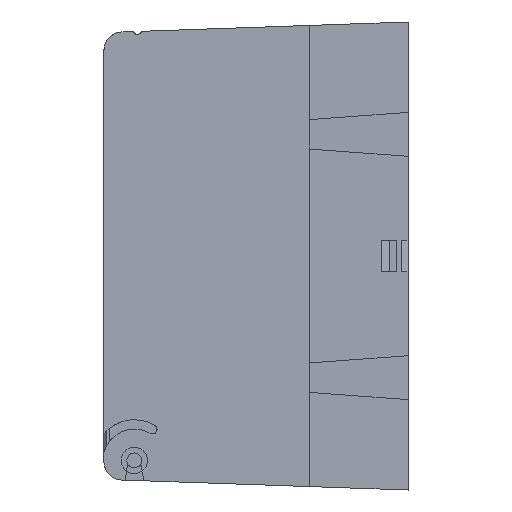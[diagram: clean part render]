
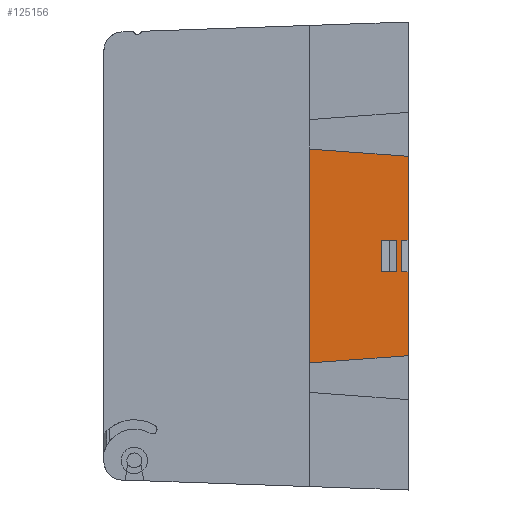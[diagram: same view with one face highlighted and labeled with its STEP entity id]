
A CAD part, left-side view. The second image highlights one B-rep face of the part: STEP entity #125156.
In plain terms, the highlighted planar face has unit normal (-1, 0, 0).
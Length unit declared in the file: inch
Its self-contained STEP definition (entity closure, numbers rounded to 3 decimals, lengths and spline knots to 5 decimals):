
#374 = CARTESIAN_POINT ( 'NONE',  ( -4.2875, 0.07, -2.21333 ) ) ;
#1596 = EDGE_CURVE ( 'NONE', #67695, #104358, #93092, .T. ) ;
#3030 = ORIENTED_EDGE ( 'NONE', *, *, #11478, .T. ) ;
#8108 = LINE ( 'NONE', #374, #100793 ) ;
#10270 = VERTEX_POINT ( 'NONE', #86597 ) ;
#11478 = EDGE_CURVE ( 'NONE', #104358, #13545, #8108, .T. ) ;
#12962 = CARTESIAN_POINT ( 'NONE',  ( -4.2875, 0., 1.065 ) ) ;
#13545 = VERTEX_POINT ( 'NONE', #120836 ) ;
#14534 = DIRECTION ( 'NONE',  ( 0., -0.997, 0.074 ) ) ;
#18130 = CARTESIAN_POINT ( 'NONE',  ( -4.2875, 0., -2.21333 ) ) ;
#22779 = EDGE_LOOP ( 'NONE', ( #29453, #96839, #87700, #67425 ) ) ;
#29453 = ORIENTED_EDGE ( 'NONE', *, *, #91694, .T. ) ;
#29876 = ORIENTED_EDGE ( 'NONE', *, *, #1596, .T. ) ;
#30650 = DIRECTION ( 'NONE',  ( -1., 0., 0. ) ) ;
#30748 = ORIENTED_EDGE ( 'NONE', *, *, #90007, .T. ) ;
#31952 = LINE ( 'NONE', #34171, #33006 ) ;
#33006 = VECTOR ( 'NONE', #44241, 39.37008 ) ;
#34171 = CARTESIAN_POINT ( 'NONE',  ( -4.2875, 1.05, -4.87979 ) ) ;
#34290 = LINE ( 'NONE', #93752, #126181 ) ;
#34673 = LINE ( 'NONE', #18130, #34793 ) ;
#34793 = VECTOR ( 'NONE', #107962, 39.37008 ) ;
#34904 = CARTESIAN_POINT ( 'NONE',  ( -4.2875, 1.05, -0.17 ) ) ;
#38754 = CARTESIAN_POINT ( 'NONE',  ( -4.2875, 0.12, 0.17 ) ) ;
#39667 = VECTOR ( 'NONE', #115384, 39.37008 ) ;
#40115 = ORIENTED_EDGE ( 'NONE', *, *, #121553, .T. ) ;
#40118 = LINE ( 'NONE', #34904, #41732 ) ;
#40538 = VERTEX_POINT ( 'NONE', #91723 ) ;
#40957 = VERTEX_POINT ( 'NONE', #76259 ) ;
#41732 = VECTOR ( 'NONE', #104929, 39.37008 ) ;
#44241 = DIRECTION ( 'NONE',  ( 0., 0., -1. ) ) ;
#49596 = ORIENTED_EDGE ( 'NONE', *, *, #76771, .T. ) ;
#50903 = DIRECTION ( 'NONE',  ( 0., 0., 1. ) ) ;
#51253 = CARTESIAN_POINT ( 'NONE',  ( -4.2875, 1.05, 0.17 ) ) ;
#52924 = VERTEX_POINT ( 'NONE', #119815 ) ;
#57532 = VECTOR ( 'NONE', #14534, 39.37008 ) ;
#57786 = DIRECTION ( 'NONE',  ( 0., 0., 1. ) ) ;
#59814 = VERTEX_POINT ( 'NONE', #106892 ) ;
#63044 = DIRECTION ( 'NONE',  ( 0., 0.997, 0.074 ) ) ;
#64554 = ORIENTED_EDGE ( 'NONE', *, *, #95070, .T. ) ;
#65746 = VECTOR ( 'NONE', #86958, 39.37008 ) ;
#66162 = LINE ( 'NONE', #96588, #65746 ) ;
#66308 = EDGE_LOOP ( 'NONE', ( #30748, #84948, #29876, #3030, #108168, #64554, #49596, #40115 ) ) ;
#66782 = EDGE_CURVE ( 'NONE', #13545, #40538, #34290, .T. ) ;
#67425 = ORIENTED_EDGE ( 'NONE', *, *, #75779, .T. ) ;
#67695 = VERTEX_POINT ( 'NONE', #99900 ) ;
#73721 = CARTESIAN_POINT ( 'NONE',  ( -4.2875, 0.12, -0.17 ) ) ;
#74629 = CARTESIAN_POINT ( 'NONE',  ( -4.2875, 1.05, -1.14282 ) ) ;
#75779 = EDGE_CURVE ( 'NONE', #52924, #121008, #66162, .T. ) ;
#76259 = CARTESIAN_POINT ( 'NONE',  ( -4.2875, 0., -1.065 ) ) ;
#76771 = EDGE_CURVE ( 'NONE', #10270, #85524, #89479, .T. ) ;
#77716 = CARTESIAN_POINT ( 'NONE',  ( -4.2875, 1.05, 1.14282 ) ) ;
#77893 = CARTESIAN_POINT ( 'NONE',  ( -4.2875, 0., -2.21333 ) ) ;
#81670 = EDGE_CURVE ( 'NONE', #106272, #52924, #40118, .T. ) ;
#83706 = DIRECTION ( 'NONE',  ( 0., -1., 0. ) ) ;
#84948 = ORIENTED_EDGE ( 'NONE', *, *, #112185, .T. ) ;
#85524 = VERTEX_POINT ( 'NONE', #77716 ) ;
#85660 = VERTEX_POINT ( 'NONE', #38754 ) ;
#86597 = CARTESIAN_POINT ( 'NONE',  ( -4.2875, 0., 1.065 ) ) ;
#86958 = DIRECTION ( 'NONE',  ( 0., 0., 1. ) ) ;
#87700 = ORIENTED_EDGE ( 'NONE', *, *, #81670, .T. ) ;
#88048 = PLANE ( 'NONE',  #119326 ) ;
#89479 = LINE ( 'NONE', #12962, #90669 ) ;
#90007 = EDGE_CURVE ( 'NONE', #59814, #40957, #114197, .T. ) ;
#90595 = CARTESIAN_POINT ( 'NONE',  ( -4.2875, 1.05, -2.21333 ) ) ;
#90669 = VECTOR ( 'NONE', #63044, 39.37008 ) ;
#91694 = EDGE_CURVE ( 'NONE', #121008, #85660, #127179, .T. ) ;
#91723 = CARTESIAN_POINT ( 'NONE',  ( -4.2875, 0., 0.17 ) ) ;
#92471 = VECTOR ( 'NONE', #123081, 39.37008 ) ;
#93092 = LINE ( 'NONE', #115099, #39667 ) ;
#93752 = CARTESIAN_POINT ( 'NONE',  ( -4.2875, 1.05, 0.17 ) ) ;
#93754 = EDGE_CURVE ( 'NONE', #85660, #106272, #130029, .T. ) ;
#95070 = EDGE_CURVE ( 'NONE', #40538, #10270, #102320, .T. ) ;
#96588 = CARTESIAN_POINT ( 'NONE',  ( -4.2875, 0.2816, -2.21333 ) ) ;
#96839 = ORIENTED_EDGE ( 'NONE', *, *, #93754, .T. ) ;
#98926 = VECTOR ( 'NONE', #111219, 39.37008 ) ;
#99900 = CARTESIAN_POINT ( 'NONE',  ( -4.2875, 0., -0.17 ) ) ;
#100712 = DIRECTION ( 'NONE',  ( 0., 0., 1. ) ) ;
#100793 = VECTOR ( 'NONE', #50903, 39.37008 ) ;
#102320 = LINE ( 'NONE', #77893, #104882 ) ;
#104358 = VERTEX_POINT ( 'NONE', #123611 ) ;
#104882 = VECTOR ( 'NONE', #57786, 39.37008 ) ;
#104929 = DIRECTION ( 'NONE',  ( 0., 1., 0. ) ) ;
#106272 = VERTEX_POINT ( 'NONE', #73721 ) ;
#106892 = CARTESIAN_POINT ( 'NONE',  ( -4.2875, 1.05, -1.14282 ) ) ;
#107962 = DIRECTION ( 'NONE',  ( 0., 0., 1. ) ) ;
#108168 = ORIENTED_EDGE ( 'NONE', *, *, #66782, .T. ) ;
#111219 = DIRECTION ( 'NONE',  ( 0., -1., 0. ) ) ;
#112185 = EDGE_CURVE ( 'NONE', #40957, #67695, #34673, .T. ) ;
#112485 = CARTESIAN_POINT ( 'NONE',  ( -4.2875, 0.2816, 0.17 ) ) ;
#113103 = CARTESIAN_POINT ( 'NONE',  ( -4.2875, 0.12, -2.21333 ) ) ;
#114197 = LINE ( 'NONE', #74629, #57532 ) ;
#115099 = CARTESIAN_POINT ( 'NONE',  ( -4.2875, 1.05, -0.17 ) ) ;
#115384 = DIRECTION ( 'NONE',  ( 0., 1., 0. ) ) ;
#119326 = AXIS2_PLACEMENT_3D ( 'NONE', #90595, #30650, #100712 ) ;
#119815 = CARTESIAN_POINT ( 'NONE',  ( -4.2875, 0.2816, -0.17 ) ) ;
#120836 = CARTESIAN_POINT ( 'NONE',  ( -4.2875, 0.07, 0.17 ) ) ;
#121008 = VERTEX_POINT ( 'NONE', #112485 ) ;
#121143 = FACE_OUTER_BOUND ( 'NONE', #66308, .T. ) ;
#121553 = EDGE_CURVE ( 'NONE', #85524, #59814, #31952, .T. ) ;
#122634 = FACE_BOUND ( 'NONE', #22779, .T. ) ;
#123081 = DIRECTION ( 'NONE',  ( 0., 0., -1. ) ) ;
#123611 = CARTESIAN_POINT ( 'NONE',  ( -4.2875, 0.07, -0.17 ) ) ;
#125156 = ADVANCED_FACE ( 'NONE', ( #121143, #122634 ), #88048, .T. ) ;
#126181 = VECTOR ( 'NONE', #83706, 39.37008 ) ;
#127179 = LINE ( 'NONE', #51253, #98926 ) ;
#130029 = LINE ( 'NONE', #113103, #92471 ) ;
